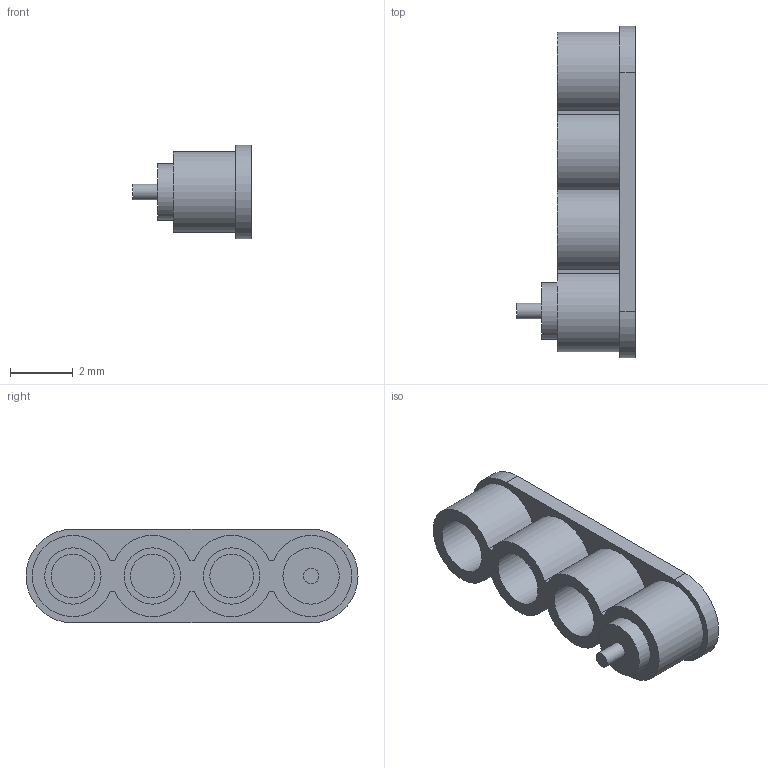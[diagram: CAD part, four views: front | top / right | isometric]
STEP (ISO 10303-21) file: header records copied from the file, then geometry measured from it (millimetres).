
FILE_DESCRIPTION(('FreeCAD Model'),'2;1');
FILE_NAME('Open CASCADE Shape Model','2024-12-10T00:34:06',('FreeCAD'),( 'FreeCAD'),'Open CASCADE STEP processor 7.7','FreeCAD','Unknown');
FILE_SCHEMA(('AUTOMOTIVE_DESIGN { 1 0 10303 214 1 1 1 1 }'));
Length unit declared in the file: millimetre
Products named in the file (1): Open CASCADE STEP translator 7.7 1
Bounding box: 3.8 x 10.62 x 3 mm (x, y, z)
Volume: 45.3 mm3; surface area: 186.7 mm2
Topology: 2 solids, 2 shells, 44 faces, 85 edges, 56 vertices
Faces by surface type: plane 23, cylinder 19, revolution 2
Full cylindrical faces by diameter (mm): 0.5 x1, 1.2 x1, 1.4 x4, 1.8 x5
Entity records: 1151 total; most frequent: DIRECTION 219, CARTESIAN_POINT 188, ORIENTED_EDGE 170, AXIS2_PLACEMENT_3D 87, EDGE_CURVE 85, VERTEX_POINT 56, FACE_BOUND 55, EDGE_LOOP 55
